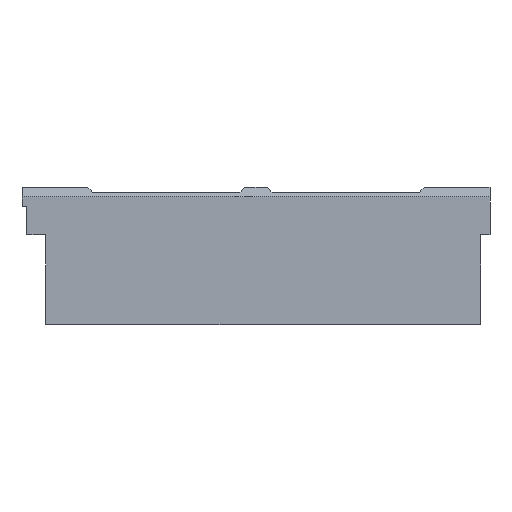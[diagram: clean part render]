
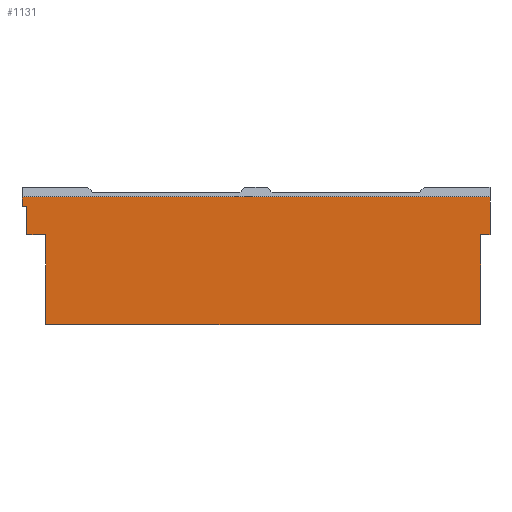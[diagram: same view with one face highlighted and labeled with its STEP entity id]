
A CAD part, front view. The second image highlights one B-rep face of the part: STEP entity #1131.
In plain terms, the highlighted planar face has unit normal (0, -1, 0).
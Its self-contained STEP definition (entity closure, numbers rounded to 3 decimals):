
#267=ORIENTED_EDGE('',*,*,#422,.T.);
#268=ORIENTED_EDGE('',*,*,#475,.T.);
#269=ORIENTED_EDGE('',*,*,#476,.T.);
#270=ORIENTED_EDGE('',*,*,#477,.F.);
#271=ORIENTED_EDGE('',*,*,#478,.F.);
#272=ORIENTED_EDGE('',*,*,#479,.F.);
#273=ORIENTED_EDGE('',*,*,#400,.T.);
#274=ORIENTED_EDGE('',*,*,#467,.T.);
#275=ORIENTED_EDGE('',*,*,#404,.F.);
#276=ORIENTED_EDGE('',*,*,#349,.F.);
#349=EDGE_CURVE('',#507,#508,#611,.T.);
#400=EDGE_CURVE('',#553,#552,#662,.T.);
#404=EDGE_CURVE('',#508,#556,#666,.T.);
#422=EDGE_CURVE('',#507,#564,#684,.T.);
#467=EDGE_CURVE('',#552,#556,#729,.T.);
#475=EDGE_CURVE('',#564,#591,#737,.T.);
#476=EDGE_CURVE('',#591,#592,#738,.T.);
#477=EDGE_CURVE('',#593,#592,#739,.T.);
#478=EDGE_CURVE('',#594,#593,#740,.T.);
#479=EDGE_CURVE('',#553,#594,#741,.T.);
#507=VERTEX_POINT('',#1517);
#508=VERTEX_POINT('',#1519);
#552=VERTEX_POINT('',#1622);
#553=VERTEX_POINT('',#1624);
#556=VERTEX_POINT('',#1632);
#564=VERTEX_POINT('',#1662);
#591=VERTEX_POINT('',#1771);
#592=VERTEX_POINT('',#1773);
#593=VERTEX_POINT('',#1775);
#594=VERTEX_POINT('',#1777);
#611=LINE('',#1518,#769);
#662=LINE('',#1623,#820);
#666=LINE('',#1631,#824);
#684=LINE('',#1663,#842);
#729=LINE('',#1753,#887);
#737=LINE('',#1770,#895);
#738=LINE('',#1772,#896);
#739=LINE('',#1774,#897);
#740=LINE('',#1776,#898);
#741=LINE('',#1778,#899);
#769=VECTOR('',#1233,1000.);
#820=VECTOR('',#1302,1000.);
#824=VECTOR('',#1308,1000.);
#842=VECTOR('',#1336,1000.);
#887=VECTOR('',#1431,1000.);
#895=VECTOR('',#1445,1000.);
#896=VECTOR('',#1446,1000.);
#897=VECTOR('',#1447,1000.);
#898=VECTOR('',#1448,1000.);
#899=VECTOR('',#1449,1000.);
#959=EDGE_LOOP('',(#267,#268,#269,#270,#271,#272,#273,#274,#275,#276));
#1017=FACE_BOUND('',#959,.T.);
#1074=PLANE('',#1201);
#1131=ADVANCED_FACE('',(#1017),#1074,.F.);
#1201=AXIS2_PLACEMENT_3D('',#1769,#1443,#1444);
#1233=DIRECTION('',(-1.,0.,0.));
#1302=DIRECTION('',(0.,0.,1.));
#1308=DIRECTION('',(0.,0.,1.));
#1336=DIRECTION('',(0.,0.,-1.));
#1431=DIRECTION('',(-1.,0.,0.));
#1443=DIRECTION('',(0.,1.,0.));
#1444=DIRECTION('',(0.,0.,-1.));
#1445=DIRECTION('',(1.,0.,0.));
#1446=DIRECTION('',(0.,0.,-1.));
#1447=DIRECTION('',(-1.,0.,0.));
#1448=DIRECTION('',(0.,0.,-1.));
#1449=DIRECTION('',(-1.,0.,0.));
#1517=CARTESIAN_POINT('',(-15.,-6.3,5.75));
#1518=CARTESIAN_POINT('',(34.,-6.3,5.75));
#1519=CARTESIAN_POINT('',(-15.5,-6.3,5.75));
#1622=CARTESIAN_POINT('',(34.,-6.3,6.75));
#1623=CARTESIAN_POINT('',(34.,-6.3,5.75));
#1624=CARTESIAN_POINT('',(34.,-6.3,2.75));
#1631=CARTESIAN_POINT('',(-15.5,-6.3,5.75));
#1632=CARTESIAN_POINT('',(-15.5,-6.3,6.75));
#1662=CARTESIAN_POINT('',(-15.,-6.3,2.75));
#1663=CARTESIAN_POINT('',(-15.,-6.3,5.75));
#1753=CARTESIAN_POINT('',(34.,-6.3,6.75));
#1769=CARTESIAN_POINT('',(34.,-6.3,5.75));
#1770=CARTESIAN_POINT('',(-15.,-6.3,2.75));
#1771=CARTESIAN_POINT('',(-13.,-6.3,2.75));
#1772=CARTESIAN_POINT('',(-13.,-6.3,2.75));
#1773=CARTESIAN_POINT('',(-13.,-6.3,-6.75));
#1774=CARTESIAN_POINT('',(33.,-6.3,-6.75));
#1775=CARTESIAN_POINT('',(33.,-6.3,-6.75));
#1776=CARTESIAN_POINT('',(33.,-6.3,2.75));
#1777=CARTESIAN_POINT('',(33.,-6.3,2.75));
#1778=CARTESIAN_POINT('',(34.,-6.3,2.75));
